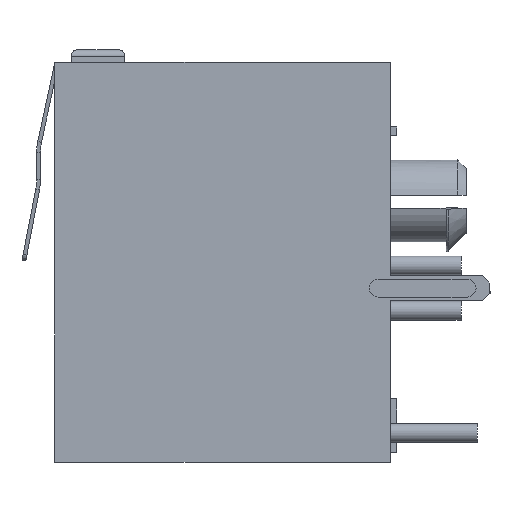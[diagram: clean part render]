
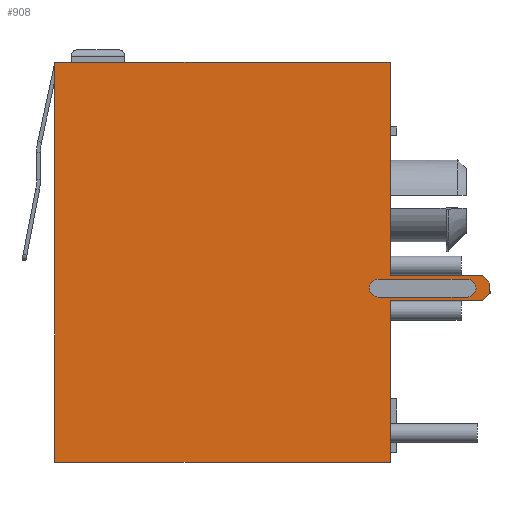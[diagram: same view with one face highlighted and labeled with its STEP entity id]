
A CAD part, left-side view. The second image highlights one B-rep face of the part: STEP entity #908.
In plain terms, the highlighted planar face has unit normal (-1, 0, 0).
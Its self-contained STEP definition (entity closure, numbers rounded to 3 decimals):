
#908 = ADVANCED_FACE ( 'NONE', ( #4611, #4610 ), #4609, .T. ) ;
#909 = EDGE_CURVE ( 'NONE', #913, #910, #4604, .T. ) ;
#910 = VERTEX_POINT ( 'NONE', #4600 ) ;
#911 = EDGE_CURVE ( 'NONE', #913, #912, #4599, .T. ) ;
#912 = VERTEX_POINT ( 'NONE', #4595 ) ;
#913 = VERTEX_POINT ( 'NONE', #4594 ) ;
#970 = EDGE_CURVE ( 'NONE', #1003, #912, #4797, .T. ) ;
#971 = ORIENTED_EDGE ( 'NONE', *, *, #998, .T. ) ;
#983 = EDGE_LOOP ( 'NONE', ( #984, #985, #989, #971, #996, #1059, #1063, #986, #1061, #1066 ) ) ;
#984 = ORIENTED_EDGE ( 'NONE', *, *, #909, .F. ) ;
#985 = ORIENTED_EDGE ( 'NONE', *, *, #911, .T. ) ;
#986 = ORIENTED_EDGE ( 'NONE', *, *, #987, .F. ) ;
#987 = EDGE_CURVE ( 'NONE', #988, #1060, #4817, .T. ) ;
#988 = VERTEX_POINT ( 'NONE', #4813 ) ;
#989 = ORIENTED_EDGE ( 'NONE', *, *, #970, .F. ) ;
#992 = EDGE_CURVE ( 'NONE', #999, #993, #4812, .T. ) ;
#993 = VERTEX_POINT ( 'NONE', #4808 ) ;
#996 = ORIENTED_EDGE ( 'NONE', *, *, #992, .T. ) ;
#998 = EDGE_CURVE ( 'NONE', #1003, #999, #4802, .T. ) ;
#999 = VERTEX_POINT ( 'NONE', #4798 ) ;
#1003 = VERTEX_POINT ( 'NONE', #4853 ) ;
#1044 = ORIENTED_EDGE ( 'NONE', *, *, #1045, .F. ) ;
#1045 = EDGE_CURVE ( 'NONE', #1055, #1057, #4976, .T. ) ;
#1047 = ORIENTED_EDGE ( 'NONE', *, *, #1048, .F. ) ;
#1048 = EDGE_CURVE ( 'NONE', #1551, #1055, #4947, .T. ) ;
#1049 = ORIENTED_EDGE ( 'NONE', *, *, #1050, .F. ) ;
#1050 = EDGE_CURVE ( 'NONE', #1057, #1054, #5013, .T. ) ;
#1051 = EDGE_CURVE ( 'NONE', #1065, #910, #5009, .T. ) ;
#1052 = EDGE_LOOP ( 'NONE', ( #1047, #1058, #1053, #1049, #1044 ) ) ;
#1053 = ORIENTED_EDGE ( 'NONE', *, *, #1056, .F. ) ;
#1054 = VERTEX_POINT ( 'NONE', #5005 ) ;
#1055 = VERTEX_POINT ( 'NONE', #5004 ) ;
#1056 = EDGE_CURVE ( 'NONE', #1054, #1598, #5003, .T. ) ;
#1057 = VERTEX_POINT ( 'NONE', #4998 ) ;
#1058 = ORIENTED_EDGE ( 'NONE', *, *, #1550, .F. ) ;
#1059 = ORIENTED_EDGE ( 'NONE', *, *, #1067, .T. ) ;
#1060 = VERTEX_POINT ( 'NONE', #4997 ) ;
#1061 = ORIENTED_EDGE ( 'NONE', *, *, #1062, .T. ) ;
#1062 = EDGE_CURVE ( 'NONE', #988, #1065, #4996, .T. ) ;
#1063 = ORIENTED_EDGE ( 'NONE', *, *, #1064, .F. ) ;
#1064 = EDGE_CURVE ( 'NONE', #1060, #1068, #4992, .T. ) ;
#1065 = VERTEX_POINT ( 'NONE', #4988 ) ;
#1066 = ORIENTED_EDGE ( 'NONE', *, *, #1051, .T. ) ;
#1067 = EDGE_CURVE ( 'NONE', #993, #1068, #4987, .T. ) ;
#1068 = VERTEX_POINT ( 'NONE', #5049 ) ;
#1550 = EDGE_CURVE ( 'NONE', #1598, #1551, #5942, .T. ) ;
#1551 = VERTEX_POINT ( 'NONE', #5937 ) ;
#1598 = VERTEX_POINT ( 'NONE', #6074 ) ;
#4594 = CARTESIAN_POINT ( 'NONE',  ( -8.255, -3.38, -9.39 ) ) ;
#4595 = CARTESIAN_POINT ( 'NONE',  ( -8.255, -3.68, -9.09 ) ) ;
#4596 = DIRECTION ( 'NONE',  ( 0., -0.707, 0.707 ) ) ;
#4597 = VECTOR ( 'NONE', #4596, 1000. ) ;
#4598 = CARTESIAN_POINT ( 'NONE',  ( -8.255, 8.22, -20.99 ) ) ;
#4599 = LINE ( 'NONE', #4598, #4597 ) ;
#4600 = CARTESIAN_POINT ( 'NONE',  ( -8.255, 0.25, -9.39 ) ) ;
#4601 = DIRECTION ( 'NONE',  ( 0., 1., 0. ) ) ;
#4602 = VECTOR ( 'NONE', #4601, 1000. ) ;
#4603 = CARTESIAN_POINT ( 'NONE',  ( -8.255, -3.68, -9.39 ) ) ;
#4604 = LINE ( 'NONE', #4603, #4602 ) ;
#4605 = DIRECTION ( 'NONE',  ( 0., -1., 0. ) ) ;
#4606 = DIRECTION ( 'NONE',  ( -1., 0., 0. ) ) ;
#4607 = CARTESIAN_POINT ( 'NONE',  ( -8.255, 13.46, -15.75 ) ) ;
#4608 = AXIS2_PLACEMENT_3D ( 'NONE', #4607, #4606, #4605 ) ;
#4609 = PLANE ( 'NONE',  #4608 ) ;
#4610 = FACE_BOUND ( 'NONE', #1052, .T. ) ;
#4611 = FACE_OUTER_BOUND ( 'NONE', #983, .T. ) ;
#4794 = DIRECTION ( 'NONE',  ( 0., 0., -1. ) ) ;
#4795 = VECTOR ( 'NONE', #4794, 1000. ) ;
#4796 = CARTESIAN_POINT ( 'NONE',  ( -8.255, -3.68, -8.39 ) ) ;
#4797 = LINE ( 'NONE', #4796, #4795 ) ;
#4798 = CARTESIAN_POINT ( 'NONE',  ( -8.255, -3.38, -8.39 ) ) ;
#4799 = DIRECTION ( 'NONE',  ( 0., 0.707, 0.707 ) ) ;
#4800 = VECTOR ( 'NONE', #4799, 1000. ) ;
#4801 = CARTESIAN_POINT ( 'NONE',  ( -8.255, 1.36, -3.65 ) ) ;
#4802 = LINE ( 'NONE', #4801, #4800 ) ;
#4808 = CARTESIAN_POINT ( 'NONE',  ( -8.255, 0.25, -8.39 ) ) ;
#4809 = DIRECTION ( 'NONE',  ( 0., 1., 0. ) ) ;
#4810 = VECTOR ( 'NONE', #4809, 1000. ) ;
#4811 = CARTESIAN_POINT ( 'NONE',  ( -8.255, -3.68, -8.39 ) ) ;
#4812 = LINE ( 'NONE', #4811, #4810 ) ;
#4813 = CARTESIAN_POINT ( 'NONE',  ( -8.255, 13.46, -15.75 ) ) ;
#4814 = DIRECTION ( 'NONE',  ( 0., 0., 1. ) ) ;
#4815 = VECTOR ( 'NONE', #4814, 1000. ) ;
#4816 = CARTESIAN_POINT ( 'NONE',  ( -8.255, 13.46, -15.75 ) ) ;
#4817 = LINE ( 'NONE', #4816, #4815 ) ;
#4853 = CARTESIAN_POINT ( 'NONE',  ( -8.255, -3.68, -8.69 ) ) ;
#4947 = LINE ( 'NONE', #5016, #5015 ) ;
#4972 = DIRECTION ( 'NONE',  ( 0., -1., 0. ) ) ;
#4973 = DIRECTION ( 'NONE',  ( -1., 0., 0. ) ) ;
#4974 = CARTESIAN_POINT ( 'NONE',  ( -8.255, -2.78, -8.89 ) ) ;
#4975 = AXIS2_PLACEMENT_3D ( 'NONE', #4974, #4973, #4972 ) ;
#4976 = CIRCLE ( 'NONE', #4975, 0.35 ) ;
#4986 = CARTESIAN_POINT ( 'NONE',  ( -8.255, 0.25, 0. ) ) ;
#4987 = LINE ( 'NONE', #4986, #5051 ) ;
#4988 = CARTESIAN_POINT ( 'NONE',  ( -8.255, 0.25, -15.75 ) ) ;
#4989 = DIRECTION ( 'NONE',  ( 0., -1., 0. ) ) ;
#4990 = VECTOR ( 'NONE', #4989, 1000. ) ;
#4991 = CARTESIAN_POINT ( 'NONE',  ( -8.255, 13.46, 0. ) ) ;
#4992 = LINE ( 'NONE', #4991, #4990 ) ;
#4993 = DIRECTION ( 'NONE',  ( 0., -1., 0. ) ) ;
#4994 = VECTOR ( 'NONE', #4993, 1000. ) ;
#4995 = CARTESIAN_POINT ( 'NONE',  ( -8.255, 13.46, -15.75 ) ) ;
#4996 = LINE ( 'NONE', #4995, #4994 ) ;
#4997 = CARTESIAN_POINT ( 'NONE',  ( -8.255, 13.46, 0. ) ) ;
#4998 = CARTESIAN_POINT ( 'NONE',  ( -8.255, -2.78, -8.54 ) ) ;
#4999 = DIRECTION ( 'NONE',  ( 0., -1., 0. ) ) ;
#5000 = DIRECTION ( 'NONE',  ( -1., 0., 0. ) ) ;
#5001 = CARTESIAN_POINT ( 'NONE',  ( -8.255, 0.72, -8.89 ) ) ;
#5002 = AXIS2_PLACEMENT_3D ( 'NONE', #5001, #5000, #4999 ) ;
#5003 = CIRCLE ( 'NONE', #5002, 0.35 ) ;
#5004 = CARTESIAN_POINT ( 'NONE',  ( -8.255, -2.78, -9.24 ) ) ;
#5005 = CARTESIAN_POINT ( 'NONE',  ( -8.255, 0.72, -8.54 ) ) ;
#5006 = DIRECTION ( 'NONE',  ( 0., 0., 1. ) ) ;
#5007 = VECTOR ( 'NONE', #5006, 1000. ) ;
#5008 = CARTESIAN_POINT ( 'NONE',  ( -8.255, 0.25, 0. ) ) ;
#5009 = LINE ( 'NONE', #5008, #5007 ) ;
#5010 = DIRECTION ( 'NONE',  ( 0., 1., 0. ) ) ;
#5011 = VECTOR ( 'NONE', #5010, 1000. ) ;
#5012 = CARTESIAN_POINT ( 'NONE',  ( -8.255, 0.72, -8.54 ) ) ;
#5013 = LINE ( 'NONE', #5012, #5011 ) ;
#5014 = DIRECTION ( 'NONE',  ( 0., -1., 0. ) ) ;
#5015 = VECTOR ( 'NONE', #5014, 1000. ) ;
#5016 = CARTESIAN_POINT ( 'NONE',  ( -8.255, 0.72, -9.24 ) ) ;
#5049 = CARTESIAN_POINT ( 'NONE',  ( -8.255, 0.25, 0. ) ) ;
#5050 = DIRECTION ( 'NONE',  ( 0., 0., 1. ) ) ;
#5051 = VECTOR ( 'NONE', #5050, 1000. ) ;
#5937 = CARTESIAN_POINT ( 'NONE',  ( -8.255, 0.72, -9.24 ) ) ;
#5938 = DIRECTION ( 'NONE',  ( 0., -1., 0. ) ) ;
#5939 = DIRECTION ( 'NONE',  ( -1., 0., 0. ) ) ;
#5940 = CARTESIAN_POINT ( 'NONE',  ( -8.255, 0.72, -8.89 ) ) ;
#5941 = AXIS2_PLACEMENT_3D ( 'NONE', #5940, #5939, #5938 ) ;
#5942 = CIRCLE ( 'NONE', #5941, 0.35 ) ;
#6074 = CARTESIAN_POINT ( 'NONE',  ( -8.255, 1.07, -8.89 ) ) ;
